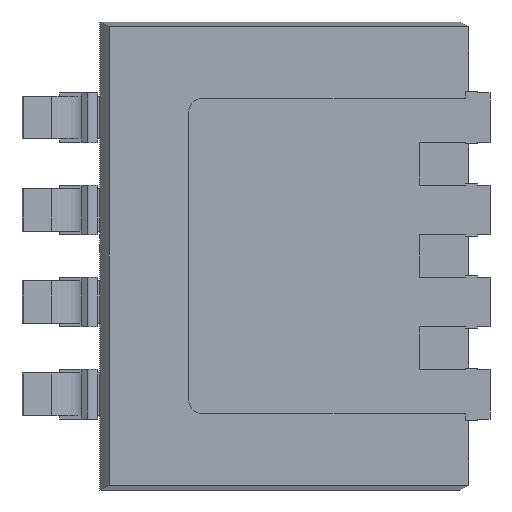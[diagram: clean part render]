
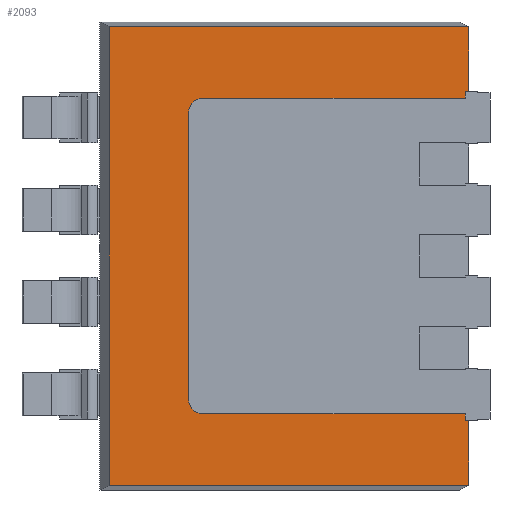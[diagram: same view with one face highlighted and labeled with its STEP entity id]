
A CAD part, front view. The second image highlights one B-rep face of the part: STEP entity #2093.
In plain terms, the highlighted planar face has unit normal (0, -1, 0).
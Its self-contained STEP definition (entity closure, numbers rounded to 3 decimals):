
#828 = VERTEX_POINT('',#829);
#829 = CARTESIAN_POINT('',(-0.375,0.1,-1.113));
#835 = EDGE_CURVE('',#836,#828,#838,.T.);
#836 = VERTEX_POINT('',#837);
#837 = CARTESIAN_POINT('',(-0.475,0.1,-1.013));
#838 = CIRCLE('',#839,0.1);
#839 = AXIS2_PLACEMENT_3D('',#840,#841,#842);
#840 = CARTESIAN_POINT('',(-0.375,0.1,-1.013));
#841 = DIRECTION('',(0.,-1.,0.));
#842 = DIRECTION('',(-1.,0.,0.));
#861 = VERTEX_POINT('',#862);
#862 = CARTESIAN_POINT('',(-0.475,0.1,1.013));
#868 = EDGE_CURVE('',#861,#836,#869,.T.);
#869 = LINE('',#870,#871);
#870 = CARTESIAN_POINT('',(-0.475,0.1,-1.013));
#871 = VECTOR('',#872,1.);
#872 = DIRECTION('',(0.,0.,-1.));
#899 = EDGE_CURVE('',#900,#861,#902,.T.);
#900 = VERTEX_POINT('',#901);
#901 = CARTESIAN_POINT('',(-0.375,0.1,1.113));
#902 = CIRCLE('',#903,0.1);
#903 = AXIS2_PLACEMENT_3D('',#904,#905,#906);
#904 = CARTESIAN_POINT('',(-0.375,0.1,1.013));
#905 = DIRECTION('',(0.,-1.,0.));
#906 = DIRECTION('',(-1.,0.,0.));
#1483 = VERTEX_POINT('',#1484);
#1484 = CARTESIAN_POINT('',(1.475,0.1,-1.16));
#1490 = EDGE_CURVE('',#1483,#1491,#1493,.T.);
#1491 = VERTEX_POINT('',#1492);
#1492 = CARTESIAN_POINT('',(1.5,0.1,-1.16));
#1493 = LINE('',#1494,#1495);
#1494 = CARTESIAN_POINT('',(1.475,0.1,-1.16));
#1495 = VECTOR('',#1496,1.);
#1496 = DIRECTION('',(1.,0.,0.));
#1515 = VERTEX_POINT('',#1516);
#1516 = CARTESIAN_POINT('',(1.475,0.1,-1.113));
#1522 = EDGE_CURVE('',#1515,#1483,#1523,.T.);
#1523 = LINE('',#1524,#1525);
#1524 = CARTESIAN_POINT('',(1.475,0.1,-1.113));
#1525 = VECTOR('',#1526,1.);
#1526 = DIRECTION('',(0.,0.,-1.));
#1552 = EDGE_CURVE('',#828,#1515,#1553,.T.);
#1553 = LINE('',#1554,#1555);
#1554 = CARTESIAN_POINT('',(-0.375,0.1,-1.113));
#1555 = VECTOR('',#1556,1.);
#1556 = DIRECTION('',(1.,0.,0.));
#1576 = VERTEX_POINT('',#1577);
#1577 = CARTESIAN_POINT('',(1.475,0.1,1.113));
#1583 = EDGE_CURVE('',#1576,#900,#1584,.T.);
#1584 = LINE('',#1585,#1586);
#1585 = CARTESIAN_POINT('',(-0.375,0.1,1.113));
#1586 = VECTOR('',#1587,1.);
#1587 = DIRECTION('',(-1.,0.,0.));
#1615 = VERTEX_POINT('',#1616);
#1616 = CARTESIAN_POINT('',(1.475,0.1,1.16));
#1622 = EDGE_CURVE('',#1615,#1576,#1623,.T.);
#1623 = LINE('',#1624,#1625);
#1624 = CARTESIAN_POINT('',(1.475,0.1,1.113));
#1625 = VECTOR('',#1626,1.);
#1626 = DIRECTION('',(0.,0.,-1.));
#1643 = EDGE_CURVE('',#1644,#1615,#1646,.T.);
#1644 = VERTEX_POINT('',#1645);
#1645 = CARTESIAN_POINT('',(1.5,0.1,1.16));
#1646 = LINE('',#1647,#1648);
#1647 = CARTESIAN_POINT('',(1.475,0.1,1.16));
#1648 = VECTOR('',#1649,1.);
#1649 = DIRECTION('',(-1.,0.,0.));
#1773 = VERTEX_POINT('',#1774);
#1774 = CARTESIAN_POINT('',(-1.033,0.1,-1.617));
#1789 = VERTEX_POINT('',#1790);
#1790 = CARTESIAN_POINT('',(1.5,0.1,-1.617));
#1796 = EDGE_CURVE('',#1773,#1789,#1797,.T.);
#1797 = LINE('',#1798,#1799);
#1798 = CARTESIAN_POINT('',(-1.033,0.1,-1.617));
#1799 = VECTOR('',#1800,1.);
#1800 = DIRECTION('',(1.,0.,0.));
#1811 = VERTEX_POINT('',#1812);
#1812 = CARTESIAN_POINT('',(-1.033,0.1,1.617));
#1820 = EDGE_CURVE('',#1821,#1811,#1823,.T.);
#1821 = VERTEX_POINT('',#1822);
#1822 = CARTESIAN_POINT('',(1.5,0.1,1.617));
#1823 = LINE('',#1824,#1825);
#1824 = CARTESIAN_POINT('',(-1.033,0.1,1.617));
#1825 = VECTOR('',#1826,1.);
#1826 = DIRECTION('',(-1.,0.,0.));
#1912 = EDGE_CURVE('',#1811,#1773,#1913,.T.);
#1913 = LINE('',#1914,#1915);
#1914 = CARTESIAN_POINT('',(-1.033,0.1,1.65));
#1915 = VECTOR('',#1916,1.);
#1916 = DIRECTION('',(0.,0.,-1.));
#1980 = EDGE_CURVE('',#1491,#1789,#1981,.T.);
#1981 = LINE('',#1982,#1983);
#1982 = CARTESIAN_POINT('',(1.5,0.1,1.65));
#1983 = VECTOR('',#1984,1.);
#1984 = DIRECTION('',(0.,0.,-1.));
#1991 = EDGE_CURVE('',#1821,#1644,#1992,.T.);
#1992 = LINE('',#1993,#1994);
#1993 = CARTESIAN_POINT('',(1.5,0.1,1.65));
#1994 = VECTOR('',#1995,1.);
#1995 = DIRECTION('',(0.,0.,-1.));
#2093 = ADVANCED_FACE('',(#2094),#2110,.F.);
#2094 = FACE_BOUND('',#2095,.T.);
#2095 = EDGE_LOOP('',(#2096,#2097,#2098,#2099,#2100,#2101,#2102,#2103,
    #2104,#2105,#2106,#2107,#2108,#2109));
#2096 = ORIENTED_EDGE('',*,*,#1622,.F.);
#2097 = ORIENTED_EDGE('',*,*,#1643,.F.);
#2098 = ORIENTED_EDGE('',*,*,#1991,.F.);
#2099 = ORIENTED_EDGE('',*,*,#1820,.T.);
#2100 = ORIENTED_EDGE('',*,*,#1912,.T.);
#2101 = ORIENTED_EDGE('',*,*,#1796,.T.);
#2102 = ORIENTED_EDGE('',*,*,#1980,.F.);
#2103 = ORIENTED_EDGE('',*,*,#1490,.F.);
#2104 = ORIENTED_EDGE('',*,*,#1522,.F.);
#2105 = ORIENTED_EDGE('',*,*,#1552,.F.);
#2106 = ORIENTED_EDGE('',*,*,#835,.F.);
#2107 = ORIENTED_EDGE('',*,*,#868,.F.);
#2108 = ORIENTED_EDGE('',*,*,#899,.F.);
#2109 = ORIENTED_EDGE('',*,*,#1583,.F.);
#2110 = PLANE('',#2111);
#2111 = AXIS2_PLACEMENT_3D('',#2112,#2113,#2114);
#2112 = CARTESIAN_POINT('',(-1.033,0.1,1.65));
#2113 = DIRECTION('',(0.,1.,0.));
#2114 = DIRECTION('',(1.,0.,0.));
